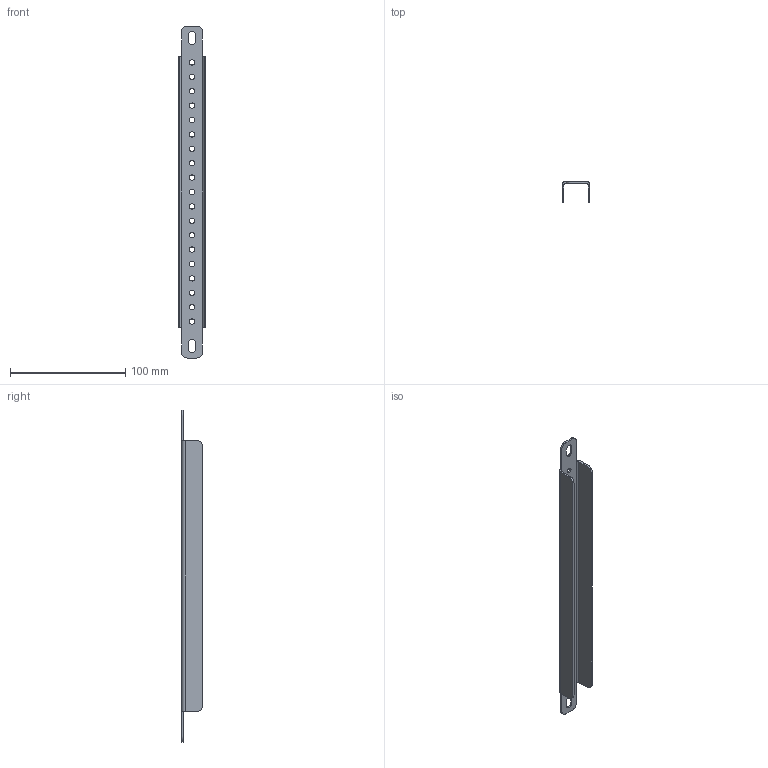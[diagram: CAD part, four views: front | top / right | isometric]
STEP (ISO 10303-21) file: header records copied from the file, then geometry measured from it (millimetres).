
FILE_DESCRIPTION (( 'STEP AP214' ), '1' );
FILE_NAME ('997.140.STEP', '2024-09-18T04:39:25', ( '' ), ( '' ), 'SwSTEP 2.0', 'SolidWorks 2021', '' );
FILE_SCHEMA (( 'AUTOMOTIVE_DESIGN' ));
Length unit declared in the file: millimetre
Products named in the file (1): 997.140
Bounding box: 24 x 18 x 288.3 mm (x, y, z)
Volume: 20127.8 mm3; surface area: 28345.5 mm2
Topology: 1 solids, 1 shells, 80 faces, 222 edges, 144 vertices
Faces by surface type: cylinder 56, plane 24
Entity records: 2720 total; most frequent: DIRECTION 496, CARTESIAN_POINT 447, ORIENTED_EDGE 444, EDGE_CURVE 222, AXIS2_PLACEMENT_3D 193, VERTEX_POINT 144, EDGE_LOOP 122, CIRCLE 112
